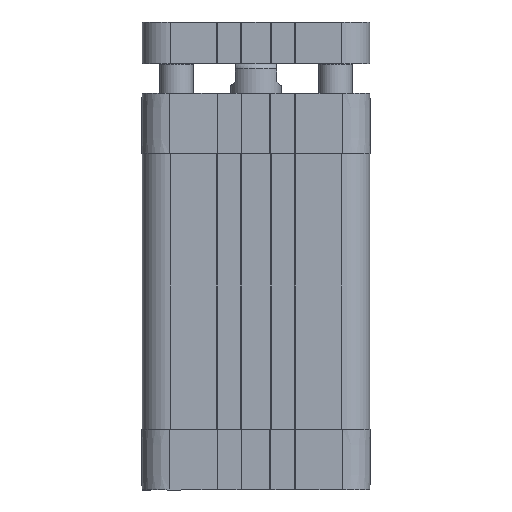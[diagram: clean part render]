
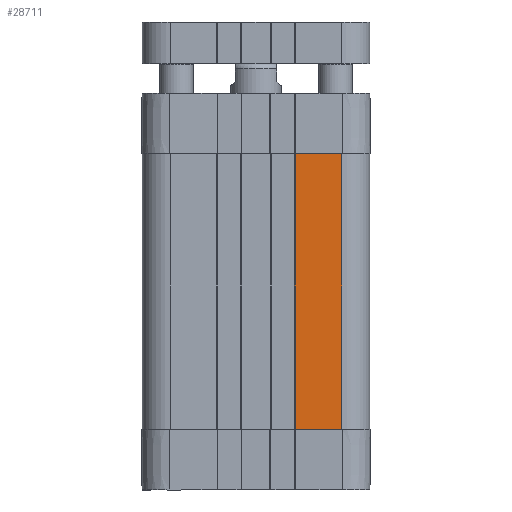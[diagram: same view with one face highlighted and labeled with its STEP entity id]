
A CAD part, front view. The second image highlights one B-rep face of the part: STEP entity #28711.
In plain terms, the highlighted planar face has unit normal (0, -1, 0).
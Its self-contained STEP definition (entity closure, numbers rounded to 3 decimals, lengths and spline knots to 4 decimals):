
#1177=LINE($,#51917,#3398);
#1178=LINE($,#51921,#3399);
#1179=LINE($,#51923,#3400);
#1180=LINE($,#51924,#3401);
#3398=VECTOR($,#32689,6.6);
#3399=VECTOR($,#32694,1.11);
#3400=VECTOR($,#32695,6.6);
#3401=VECTOR($,#32696,1.11);
#6959=PLANE($,#29813);
#8724=FACE_OUTER_BOUND($,#10416,.T.);
#10416=EDGE_LOOP($,(#23938,#23939,#23940,#23941));
#13566=VERTEX_POINT($,#51914);
#13567=VERTEX_POINT($,#51916);
#13568=VERTEX_POINT($,#51920);
#13569=VERTEX_POINT($,#51922);
#17291=EDGE_CURVE($,#13567,#13566,#1177,.T.);
#17293=EDGE_CURVE($,#13566,#13568,#1178,.T.);
#17294=EDGE_CURVE($,#13569,#13568,#1179,.T.);
#17295=EDGE_CURVE($,#13567,#13569,#1180,.T.);
#23938=ORIENTED_EDGE($,*,*,#17293,.T.);
#23939=ORIENTED_EDGE($,*,*,#17294,.F.);
#23940=ORIENTED_EDGE($,*,*,#17295,.F.);
#23941=ORIENTED_EDGE($,*,*,#17291,.T.);
#28711=ADVANCED_FACE($,(#8724),#6959,.T.);
#29813=AXIS2_PLACEMENT_3D($,#51919,#32692,#32693);
#32689=DIRECTION($,(0.,0.,1.));
#32692=DIRECTION('center_axis',(0.,-1.,0.));
#32693=DIRECTION('ref_axis',(0.,0.,-1.));
#32694=DIRECTION($,(-1.,0.,0.));
#32695=DIRECTION($,(0.,0.,1.));
#32696=DIRECTION($,(-1.,0.,0.));
#51914=CARTESIAN_POINT('',(2.05,-2.725,8.05));
#51916=CARTESIAN_POINT('',(2.05,-2.725,1.45));
#51917=CARTESIAN_POINT($,(2.05,-2.725,1.45));
#51919=CARTESIAN_POINT('Origin',(2.05,-2.725,1.45));
#51920=CARTESIAN_POINT('',(0.94,-2.725,8.05));
#51921=CARTESIAN_POINT($,(2.05,-2.725,8.05));
#51922=CARTESIAN_POINT('',(0.94,-2.725,1.45));
#51923=CARTESIAN_POINT($,(0.94,-2.725,1.45));
#51924=CARTESIAN_POINT($,(2.05,-2.725,1.45));
